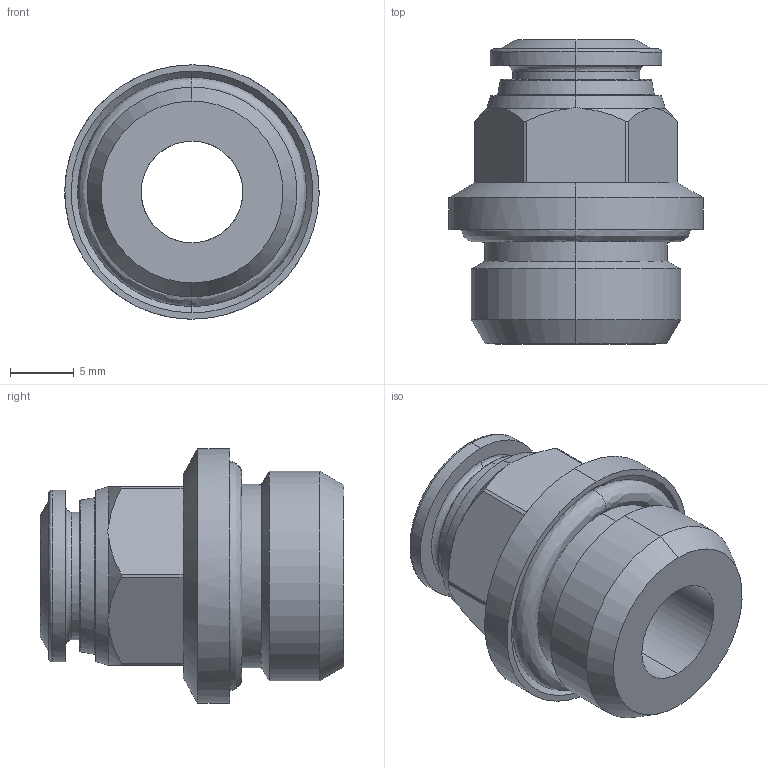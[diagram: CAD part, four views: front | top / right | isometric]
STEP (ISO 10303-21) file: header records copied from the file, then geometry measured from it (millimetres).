
FILE_DESCRIPTION (( 'STEP AP214' ), '1' );
FILE_NAME ('PC08-G03_ME.STEP', '2018-09-03T13:25:12', ( '' ), ( '' ), 'SwSTEP 2.0', 'SolidWorks 2018', '' );
FILE_SCHEMA (( 'AUTOMOTIVE_DESIGN' ));
Length unit declared in the file: millimetre
Products named in the file (1): PC08-G03_ME
Bounding box: 20 x 23.9 x 20 mm (x, y, z)
Volume: 3266.1 mm3; surface area: 2574.7 mm2
Topology: 1 solids, 1 shells, 85 faces, 210 edges, 132 vertices
Faces by surface type: bspline 83, cylinder 2
Entity records: 3717 total; most frequent: CARTESIAN_POINT 2432, ORIENTED_EDGE 420, EDGE_CURVE 210, B_SPLINE_CURVE_WITH_KNOTS 142, VERTEX_POINT 132, EDGE_LOOP 96, FACE_OUTER_BOUND 85, ADVANCED_FACE 85
